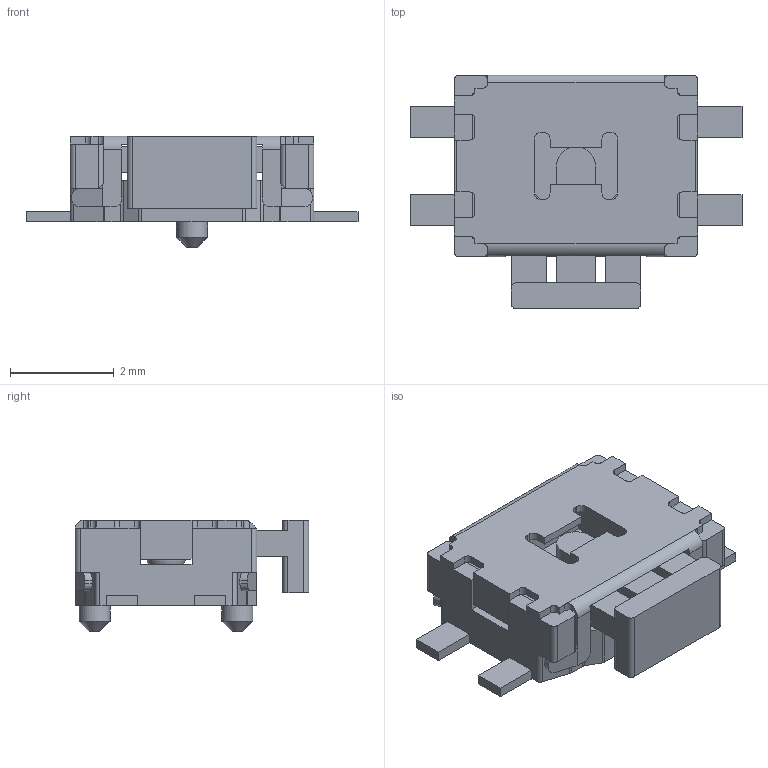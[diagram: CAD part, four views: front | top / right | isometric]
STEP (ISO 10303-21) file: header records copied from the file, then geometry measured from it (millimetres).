
FILE_DESCRIPTION(/* description */ (''),/* implementation_level */ '2;1');
FILE_NAME(/* name */ 'TL1014BFxxxQG.stp',/* time_stamp */ '2021-01-19T10:13:41-06:00',/* author */ ('mwilliams'),/* organization */ (''),/* preprocessor_version */ 'ST-DEVELOPER v18',/* originating_system */ 'Autodesk Inventor 2020',/* authorisation */ '');
FILE_SCHEMA (('AUTOMOTIVE_DESIGN { 1 0 10303 214 3 1 1 }'));
Length unit declared in the file: inch
Products named in the file (1): P410002_Shrinkwrap_1
Bounding box: 6.4 x 4.5 x 2.15 mm (x, y, z)
Volume: 23.9 mm3; surface area: 146.7 mm2
Topology: 3 solids, 3 shells, 285 faces, 808 edges, 529 vertices
Faces by surface type: plane 197, cylinder 85, cone 2, sphere 1
Full cylindrical faces by diameter (mm): 0.6 x2
Entity records: 9294 total; most frequent: CARTESIAN_POINT 1704, ORIENTED_EDGE 1614, DIRECTION 1547, EDGE_CURVE 807, LINE 619, VECTOR 619, VERTEX_POINT 529, AXIS2_PLACEMENT_3D 464
